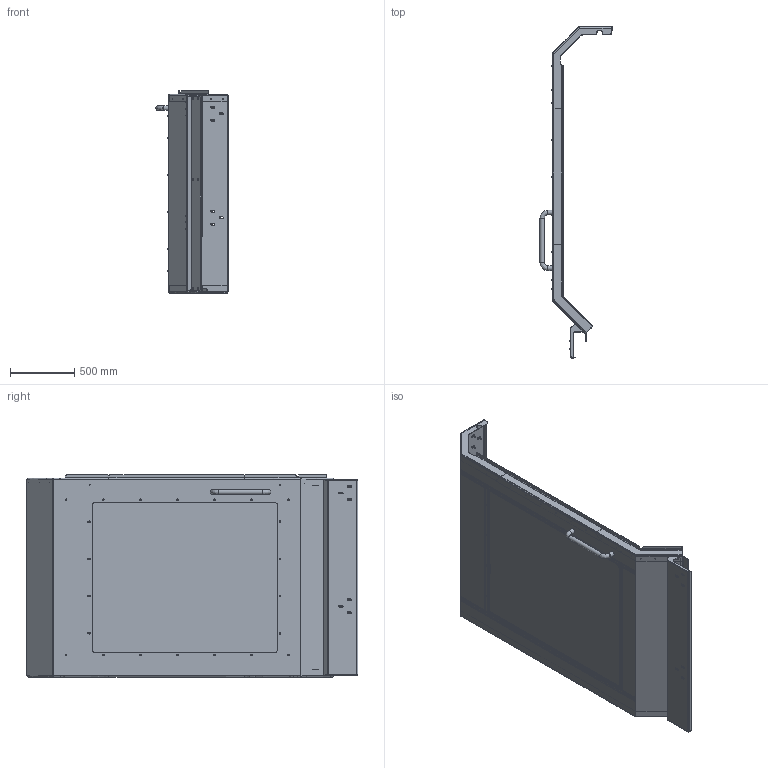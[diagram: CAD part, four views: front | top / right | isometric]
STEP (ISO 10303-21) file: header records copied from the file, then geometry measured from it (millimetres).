
FILE_DESCRIPTION(('FreeCAD Model'),'2;1');
FILE_NAME('Open CASCADE Shape Model','2025-05-09T17:44:39',('FreeCAD'),( 'FreeCAD'),'Open CASCADE STEP processor 7.6','FreeCAD','Unknown');
FILE_SCHEMA(('AUTOMOTIVE_DESIGN { 1 0 10303 214 1 1 1 1 }'));
Products named in the file (1): Open CASCADE STEP translator 7.6 1
Bounding box: 564.69 x 2586.92 x 1575.51 mm (x, y, z)
Volume: 33812071.7 mm3; surface area: 15251700.4 mm2
Topology: 54 solids, 54 shells, 1902 faces, 4711 edges, 2985 vertices
Faces by surface type: bspline 1902
Entity records: 55619 total; most frequent: CARTESIAN_POINT 27875, ORIENTED_EDGE 9350, EDGE_CURVE 4675, B_SPLINE_CURVE_WITH_KNOTS 3166, VERTEX_POINT 2985, FACE_BOUND 2182, EDGE_LOOP 2182, ADVANCED_FACE 1902
